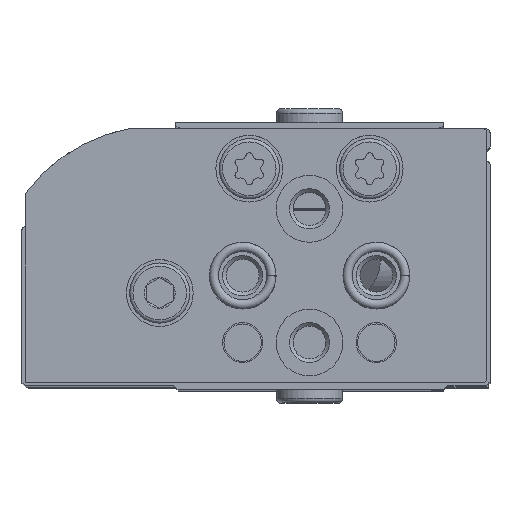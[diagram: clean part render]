
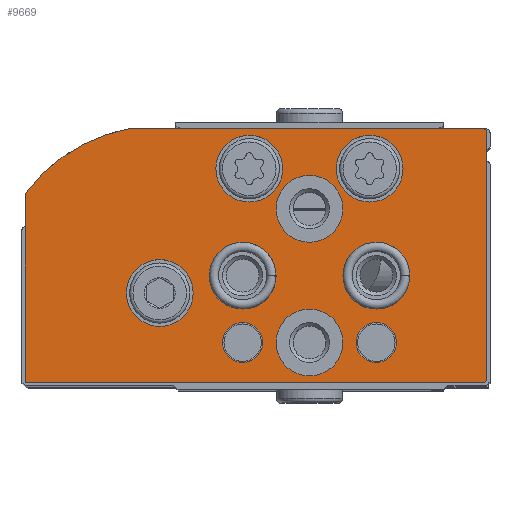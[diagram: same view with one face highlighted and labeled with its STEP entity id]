
A CAD part, top view. The second image highlights one B-rep face of the part: STEP entity #9669.
In plain terms, the highlighted face is planar.
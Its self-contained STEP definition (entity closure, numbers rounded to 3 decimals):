
#1036=LINE('',#16542,#1786);
#1040=LINE('',#16552,#1790);
#1042=LINE('',#16556,#1792);
#1045=LINE('',#16564,#1795);
#1786=VECTOR('',#13322,1000.);
#1790=VECTOR('',#13332,1000.);
#1792=VECTOR('',#13336,1000.);
#1795=VECTOR('',#13345,1000.);
#3804=ORIENTED_EDGE('',*,*,#5541,.T.);
#3805=ORIENTED_EDGE('',*,*,#5542,.T.);
#3806=ORIENTED_EDGE('',*,*,#5543,.T.);
#3807=ORIENTED_EDGE('',*,*,#5544,.T.);
#3808=ORIENTED_EDGE('',*,*,#5545,.T.);
#3809=ORIENTED_EDGE('',*,*,#5546,.T.);
#3810=ORIENTED_EDGE('',*,*,#5547,.T.);
#3811=ORIENTED_EDGE('',*,*,#5548,.T.);
#3812=ORIENTED_EDGE('',*,*,#5549,.T.);
#3813=ORIENTED_EDGE('',*,*,#5526,.F.);
#3814=ORIENTED_EDGE('',*,*,#5540,.F.);
#3815=ORIENTED_EDGE('',*,*,#5537,.F.);
#3816=ORIENTED_EDGE('',*,*,#5535,.F.);
#3817=ORIENTED_EDGE('',*,*,#5533,.F.);
#3818=ORIENTED_EDGE('',*,*,#5531,.F.);
#3819=ORIENTED_EDGE('',*,*,#5529,.F.);
#5526=EDGE_CURVE('',#6581,#6582,#1036,.T.);
#5529=EDGE_CURVE('',#6582,#6583,#7120,.T.);
#5531=EDGE_CURVE('',#6583,#6584,#1040,.T.);
#5533=EDGE_CURVE('',#6584,#6585,#1042,.T.);
#5535=EDGE_CURVE('',#6585,#6586,#7121,.T.);
#5537=EDGE_CURVE('',#6586,#6587,#1045,.T.);
#5540=EDGE_CURVE('',#6587,#6581,#7122,.T.);
#5541=EDGE_CURVE('',#6588,#6588,#7123,.T.);
#5542=EDGE_CURVE('',#6589,#6589,#7124,.T.);
#5543=EDGE_CURVE('',#6590,#6590,#7125,.T.);
#5544=EDGE_CURVE('',#6591,#6591,#7126,.T.);
#5545=EDGE_CURVE('',#6592,#6592,#7127,.T.);
#5546=EDGE_CURVE('',#6593,#6593,#7128,.T.);
#5547=EDGE_CURVE('',#6594,#6594,#7129,.T.);
#5548=EDGE_CURVE('',#6595,#6595,#7130,.T.);
#5549=EDGE_CURVE('',#6596,#6596,#7131,.T.);
#6581=VERTEX_POINT('',#16543);
#6582=VERTEX_POINT('',#16544);
#6583=VERTEX_POINT('',#16549);
#6584=VERTEX_POINT('',#16553);
#6585=VERTEX_POINT('',#16557);
#6586=VERTEX_POINT('',#16561);
#6587=VERTEX_POINT('',#16565);
#6588=VERTEX_POINT('',#16572);
#6589=VERTEX_POINT('',#16574);
#6590=VERTEX_POINT('',#16576);
#6591=VERTEX_POINT('',#16578);
#6592=VERTEX_POINT('',#16580);
#6593=VERTEX_POINT('',#16582);
#6594=VERTEX_POINT('',#16584);
#6595=VERTEX_POINT('',#16586);
#6596=VERTEX_POINT('',#16588);
#7120=CIRCLE('',#10904,0.3);
#7121=CIRCLE('',#10908,12.5);
#7122=CIRCLE('',#10911,0.3);
#7123=CIRCLE('',#10913,2.5);
#7124=CIRCLE('',#10914,1.5);
#7125=CIRCLE('',#10915,2.5);
#7126=CIRCLE('',#10916,1.5);
#7127=CIRCLE('',#10917,2.5);
#7128=CIRCLE('',#10918,2.5);
#7129=CIRCLE('',#10919,2.5);
#7130=CIRCLE('',#10920,2.5);
#7131=CIRCLE('',#10921,2.5);
#7829=EDGE_LOOP('',(#3804));
#7830=EDGE_LOOP('',(#3805));
#7831=EDGE_LOOP('',(#3806));
#7832=EDGE_LOOP('',(#3807));
#7833=EDGE_LOOP('',(#3808));
#7834=EDGE_LOOP('',(#3809));
#7835=EDGE_LOOP('',(#3810));
#7836=EDGE_LOOP('',(#3811));
#7837=EDGE_LOOP('',(#3812));
#7838=EDGE_LOOP('',(#3813,#3814,#3815,#3816,#3817,#3818,#3819));
#8672=FACE_BOUND('',#7829,.T.);
#8673=FACE_BOUND('',#7830,.T.);
#8674=FACE_BOUND('',#7831,.T.);
#8675=FACE_BOUND('',#7832,.T.);
#8676=FACE_BOUND('',#7833,.T.);
#8677=FACE_BOUND('',#7834,.T.);
#8678=FACE_BOUND('',#7835,.T.);
#8679=FACE_BOUND('',#7836,.T.);
#8680=FACE_BOUND('',#7837,.T.);
#8681=FACE_BOUND('',#7838,.T.);
#9198=PLANE('',#10912);
#9669=ADVANCED_FACE('',(#8672,#8673,#8674,#8675,#8676,#8677,#8678,#8679,
#8680,#8681),#9198,.F.);
#10904=AXIS2_PLACEMENT_3D('',#16548,#13327,#13328);
#10908=AXIS2_PLACEMENT_3D('',#16560,#13340,#13341);
#10911=AXIS2_PLACEMENT_3D('',#16569,#13350,#13351);
#10912=AXIS2_PLACEMENT_3D('',#16570,#13352,#13353);
#10913=AXIS2_PLACEMENT_3D('',#16571,#13354,#13355);
#10914=AXIS2_PLACEMENT_3D('',#16573,#13356,#13357);
#10915=AXIS2_PLACEMENT_3D('',#16575,#13358,#13359);
#10916=AXIS2_PLACEMENT_3D('',#16577,#13360,#13361);
#10917=AXIS2_PLACEMENT_3D('',#16579,#13362,#13363);
#10918=AXIS2_PLACEMENT_3D('',#16581,#13364,#13365);
#10919=AXIS2_PLACEMENT_3D('',#16583,#13366,#13367);
#10920=AXIS2_PLACEMENT_3D('',#16585,#13368,#13369);
#10921=AXIS2_PLACEMENT_3D('',#16587,#13370,#13371);
#13322=DIRECTION('',(0.,-1.,0.));
#13327=DIRECTION('',(0.,0.,1.));
#13328=DIRECTION('',(1.,0.,0.));
#13332=DIRECTION('',(1.,0.,0.));
#13336=DIRECTION('',(0.,1.,0.));
#13340=DIRECTION('',(0.,0.,1.));
#13341=DIRECTION('',(1.,0.,0.));
#13345=DIRECTION('',(-1.,0.,0.));
#13350=DIRECTION('',(0.,0.,1.));
#13351=DIRECTION('',(1.,0.,0.));
#13352=DIRECTION('',(0.,0.,1.));
#13353=DIRECTION('',(1.,0.,0.));
#13354=DIRECTION('',(0.,0.,1.));
#13355=DIRECTION('',(1.,0.,0.));
#13356=DIRECTION('',(0.,0.,1.));
#13357=DIRECTION('',(1.,0.,0.));
#13358=DIRECTION('',(0.,0.,1.));
#13359=DIRECTION('',(1.,0.,0.));
#13360=DIRECTION('',(0.,0.,1.));
#13361=DIRECTION('',(1.,0.,0.));
#13362=DIRECTION('',(0.,0.,1.));
#13363=DIRECTION('',(1.,0.,0.));
#13364=DIRECTION('',(0.,0.,1.));
#13365=DIRECTION('',(1.,0.,0.));
#13366=DIRECTION('',(0.,0.,1.));
#13367=DIRECTION('',(1.,0.,0.));
#13368=DIRECTION('',(0.,0.,1.));
#13369=DIRECTION('',(1.,0.,0.));
#13370=DIRECTION('',(0.,0.,1.));
#13371=DIRECTION('',(1.,0.,0.));
#16542=CARTESIAN_POINT('',(0.,18.7,0.));
#16543=CARTESIAN_POINT('',(0.,18.7,0.));
#16544=CARTESIAN_POINT('',(0.,0.3,0.));
#16548=CARTESIAN_POINT('',(0.3,0.3,0.));
#16549=CARTESIAN_POINT('',(0.3,0.,0.));
#16552=CARTESIAN_POINT('',(0.3,0.,0.));
#16553=CARTESIAN_POINT('',(34.5,0.,0.));
#16556=CARTESIAN_POINT('',(34.5,0.,0.));
#16557=CARTESIAN_POINT('',(34.5,14.133,0.));
#16560=CARTESIAN_POINT('',(24.45,6.7,0.));
#16561=CARTESIAN_POINT('',(26.677,19.,0.));
#16564=CARTESIAN_POINT('',(26.677,19.,0.));
#16565=CARTESIAN_POINT('',(0.3,19.,0.));
#16569=CARTESIAN_POINT('',(0.3,18.7,0.));
#16570=CARTESIAN_POINT('',(0.3,0.3,0.));
#16571=CARTESIAN_POINT('',(24.45,6.7,0.));
#16572=CARTESIAN_POINT('',(26.95,6.7,0.));
#16573=CARTESIAN_POINT('',(8.25,3.,0.));
#16574=CARTESIAN_POINT('',(9.75,3.,0.));
#16575=CARTESIAN_POINT('',(13.25,3.,0.));
#16576=CARTESIAN_POINT('',(15.75,3.,0.));
#16577=CARTESIAN_POINT('',(18.25,3.,0.));
#16578=CARTESIAN_POINT('',(19.75,3.,0.));
#16579=CARTESIAN_POINT('',(18.25,8.,0.));
#16580=CARTESIAN_POINT('',(20.75,8.,0.));
#16581=CARTESIAN_POINT('',(8.25,8.,0.));
#16582=CARTESIAN_POINT('',(10.75,8.,0.));
#16583=CARTESIAN_POINT('',(13.25,13.,0.));
#16584=CARTESIAN_POINT('',(15.75,13.,0.));
#16585=CARTESIAN_POINT('',(8.75,16.,0.));
#16586=CARTESIAN_POINT('',(11.25,16.,0.));
#16587=CARTESIAN_POINT('',(17.75,16.,0.));
#16588=CARTESIAN_POINT('',(20.25,16.,0.));
